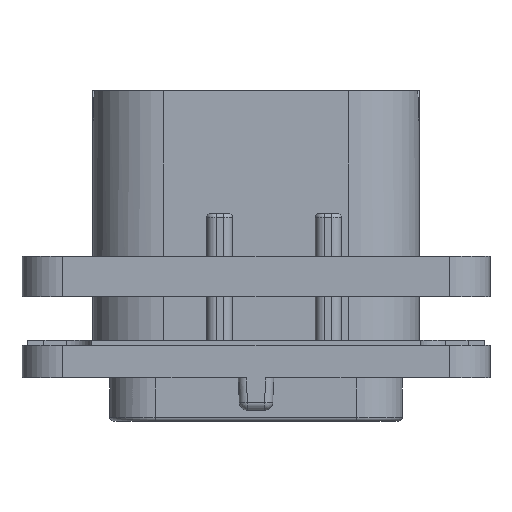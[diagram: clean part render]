
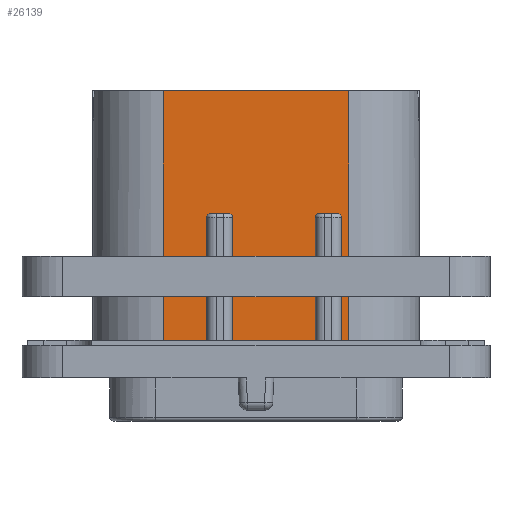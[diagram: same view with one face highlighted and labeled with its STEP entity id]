
A CAD part, front view. The second image highlights one B-rep face of the part: STEP entity #26139.
In plain terms, the highlighted planar face has unit normal (0, -1, 0).
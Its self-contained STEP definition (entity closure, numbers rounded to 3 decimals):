
#1176=DIRECTION('',(1.,0.,0.));
#1177=VECTOR('',#1176,11.4);
#1178=CARTESIAN_POINT('',(-5.7,-9.,17.67));
#1179=LINE('',#1178,#1177);
#5119=DIRECTION('',(1.,0.,0.));
#5120=VECTOR('',#5119,2.66);
#5121=CARTESIAN_POINT('',(-5.7,-9.,2.));
#5122=LINE('',#5121,#5120);
#5131=CARTESIAN_POINT('',(-2.79,-9.,9.87));
#5132=DIRECTION('',(0.,1.,0.));
#5133=DIRECTION('',(-1.,0.,0.));
#5134=AXIS2_PLACEMENT_3D('',#5131,#5132,#5133);
#5163=CARTESIAN_POINT('',(-1.69,-9.,9.87));
#5164=DIRECTION('',(0.,1.,0.));
#5165=DIRECTION('',(0.,0.,1.));
#5166=AXIS2_PLACEMENT_3D('',#5163,#5164,#5165);
#5176=DIRECTION('',(0.,0.,1.));
#5177=VECTOR('',#5176,7.87);
#5178=CARTESIAN_POINT('',(5.25,-9.,2.));
#5179=LINE('',#5178,#5177);
#5180=DIRECTION('',(1.,0.,0.));
#5181=VECTOR('',#5180,1.1);
#5182=CARTESIAN_POINT('',(3.9,-9.,10.12));
#5183=LINE('',#5182,#5181);
#5184=DIRECTION('',(0.,0.,1.));
#5185=VECTOR('',#5184,7.87);
#5186=CARTESIAN_POINT('',(3.65,-9.,2.));
#5187=LINE('',#5186,#5185);
#5188=DIRECTION('',(0.,0.,1.));
#5189=VECTOR('',#5188,7.87);
#5190=CARTESIAN_POINT('',(-1.44,-9.,2.));
#5191=LINE('',#5190,#5189);
#5192=DIRECTION('',(1.,0.,0.));
#5193=VECTOR('',#5192,1.1);
#5194=CARTESIAN_POINT('',(-2.79,-9.,10.12));
#5195=LINE('',#5194,#5193);
#5196=DIRECTION('',(0.,0.,1.));
#5197=VECTOR('',#5196,7.87);
#5198=CARTESIAN_POINT('',(-3.04,-9.,2.));
#5199=LINE('',#5198,#5197);
#5200=DIRECTION('',(0.,0.,-1.));
#5201=VECTOR('',#5200,15.67);
#5202=CARTESIAN_POINT('',(-5.7,-9.,17.67));
#5203=LINE('',#5202,#5201);
#5204=DIRECTION('',(0.,0.,-1.));
#5205=VECTOR('',#5204,15.67);
#5206=CARTESIAN_POINT('',(5.7,-9.,17.67));
#5207=LINE('',#5206,#5205);
#5221=CARTESIAN_POINT('',(5.,-9.,9.87));
#5222=DIRECTION('',(0.,1.,0.));
#5223=DIRECTION('',(0.,0.,1.));
#5224=AXIS2_PLACEMENT_3D('',#5221,#5222,#5223);
#5263=CARTESIAN_POINT('',(3.9,-9.,9.87));
#5264=DIRECTION('',(0.,1.,0.));
#5265=DIRECTION('',(-1.,0.,0.));
#5266=AXIS2_PLACEMENT_3D('',#5263,#5264,#5265);
#5354=DIRECTION('',(1.,0.,0.));
#5355=VECTOR('',#5354,0.45);
#5356=CARTESIAN_POINT('',(5.25,-9.,2.));
#5357=LINE('',#5356,#5355);
#9330=DIRECTION('',(1.,0.,0.));
#9331=VECTOR('',#9330,5.09);
#9332=CARTESIAN_POINT('',(-1.44,-9.,2.));
#9333=LINE('',#9332,#9331);
#16274=CARTESIAN_POINT('',(-5.7,-9.,17.67));
#16275=CARTESIAN_POINT('',(-5.7,-9.,2.));
#16276=VERTEX_POINT('',#16274);
#16277=VERTEX_POINT('',#16275);
#16278=CARTESIAN_POINT('',(5.7,-9.,17.67));
#16279=CARTESIAN_POINT('',(5.7,-9.,2.));
#16280=VERTEX_POINT('',#16278);
#16281=VERTEX_POINT('',#16279);
#16436=CARTESIAN_POINT('',(-3.04,-9.,2.));
#16437=VERTEX_POINT('',#16436);
#16438=CARTESIAN_POINT('',(-1.44,-9.,2.));
#16439=CARTESIAN_POINT('',(3.65,-9.,2.));
#16440=VERTEX_POINT('',#16438);
#16441=VERTEX_POINT('',#16439);
#16442=CARTESIAN_POINT('',(5.25,-9.,2.));
#16443=VERTEX_POINT('',#16442);
#18915=CARTESIAN_POINT('',(-1.44,-9.,9.87));
#18917=VERTEX_POINT('',#18915);
#18919=CARTESIAN_POINT('',(-1.69,-9.,10.12));
#18921=VERTEX_POINT('',#18919);
#18942=CARTESIAN_POINT('',(-2.79,-9.,10.12));
#18943=VERTEX_POINT('',#18942);
#18944=CARTESIAN_POINT('',(-3.04,-9.,9.87));
#18945=VERTEX_POINT('',#18944);
#18947=CARTESIAN_POINT('',(5.25,-9.,9.87));
#18949=VERTEX_POINT('',#18947);
#18951=CARTESIAN_POINT('',(5.,-9.,10.12));
#18953=VERTEX_POINT('',#18951);
#18954=CARTESIAN_POINT('',(3.9,-9.,10.12));
#18956=VERTEX_POINT('',#18954);
#18958=CARTESIAN_POINT('',(3.65,-9.,9.87));
#18960=VERTEX_POINT('',#18958);
#26109=CARTESIAN_POINT('',(-10.05,-9.,2.));
#26110=DIRECTION('',(0.,-1.,0.));
#26111=DIRECTION('',(1.,0.,0.));
#26112=AXIS2_PLACEMENT_3D('',#26109,#26110,#26111);
#26113=PLANE('',#26112);
#26115=ORIENTED_EDGE('',*,*,#26114,.T.);
#26117=ORIENTED_EDGE('',*,*,#26116,.F.);
#26119=ORIENTED_EDGE('',*,*,#26118,.F.);
#26121=ORIENTED_EDGE('',*,*,#26120,.F.);
#26123=ORIENTED_EDGE('',*,*,#26122,.F.);
#26125=ORIENTED_EDGE('',*,*,#26124,.F.);
#26126=ORIENTED_EDGE('',*,*,#26100,.T.);
#26127=ORIENTED_EDGE('',*,*,#26089,.F.);
#26128=ORIENTED_EDGE('',*,*,#26074,.F.);
#26129=ORIENTED_EDGE('',*,*,#26055,.F.);
#26130=ORIENTED_EDGE('',*,*,#26040,.F.);
#26131=ORIENTED_EDGE('',*,*,#26025,.F.);
#26132=ORIENTED_EDGE('',*,*,#20464,.F.);
#26133=ORIENTED_EDGE('',*,*,#20649,.T.);
#26134=ORIENTED_EDGE('',*,*,#20907,.T.);
#26136=ORIENTED_EDGE('',*,*,#26135,.F.);
#26137=EDGE_LOOP('',(#26115,#26117,#26119,#26121,#26123,#26125,#26126,#26127,
#26128,#26129,#26130,#26131,#26132,#26133,#26134,#26136));
#26138=FACE_OUTER_BOUND('',#26137,.F.);
#26139=ADVANCED_FACE('',(#26138),#26113,.T.);
#5135=CIRCLE('',#5134,0.25);
#5167=CIRCLE('',#5166,0.25);
#5225=CIRCLE('',#5224,0.25);
#5267=CIRCLE('',#5266,0.25);
#20464=EDGE_CURVE('',#16276,#16277,#5203,.T.);
#20649=EDGE_CURVE('',#16276,#16280,#1179,.T.);
#20907=EDGE_CURVE('',#16280,#16281,#5207,.T.);
#26025=EDGE_CURVE('',#16277,#16437,#5122,.T.);
#26040=EDGE_CURVE('',#16437,#18945,#5199,.T.);
#26055=EDGE_CURVE('',#18945,#18943,#5135,.T.);
#26074=EDGE_CURVE('',#18943,#18921,#5195,.T.);
#26089=EDGE_CURVE('',#18921,#18917,#5167,.T.);
#26100=EDGE_CURVE('',#16440,#18917,#5191,.T.);
#26114=EDGE_CURVE('',#16443,#18949,#5179,.T.);
#26116=EDGE_CURVE('',#18953,#18949,#5225,.T.);
#26118=EDGE_CURVE('',#18956,#18953,#5183,.T.);
#26120=EDGE_CURVE('',#18960,#18956,#5267,.T.);
#26122=EDGE_CURVE('',#16441,#18960,#5187,.T.);
#26124=EDGE_CURVE('',#16440,#16441,#9333,.T.);
#26135=EDGE_CURVE('',#16443,#16281,#5357,.T.);
